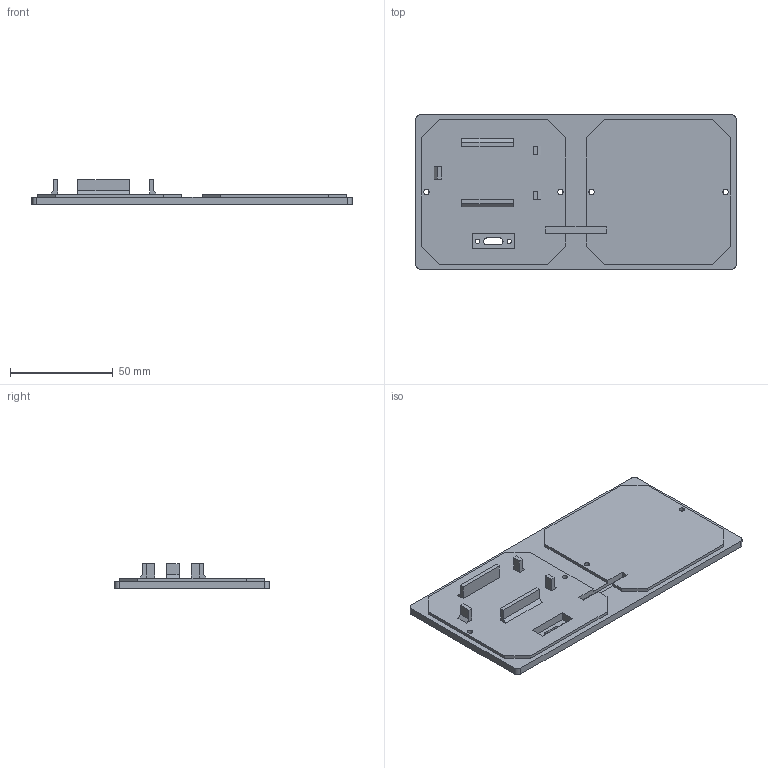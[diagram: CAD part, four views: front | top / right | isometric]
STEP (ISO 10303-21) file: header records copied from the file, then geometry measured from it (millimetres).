
FILE_DESCRIPTION (( 'STEP AP203' ), '1' );
FILE_NAME ('meter-back-panel-double.STEP', '2025-08-10T16:59:52', ( '' ), ( '' ), 'SwSTEP 2.0', 'SolidWorks 2019', '' );
FILE_SCHEMA (( 'CONFIG_CONTROL_DESIGN' ));
Length unit declared in the file: millimetre
Products named in the file (1): meter-back-panel-double
Bounding box: 156 x 75.5 x 12 mm (x, y, z)
Volume: 55313.6 mm3; surface area: 27625.9 mm2
Topology: 1 solids, 1 shells, 218 faces, 585 edges, 390 vertices
Faces by surface type: plane 130, bspline 61, cylinder 27
Entity records: 9414 total; most frequent: CARTESIAN_POINT 4207, ORIENTED_EDGE 1170, DIRECTION 833, EDGE_CURVE 585, VECTOR 409, LINE 409, VERTEX_POINT 390, EDGE_LOOP 253
